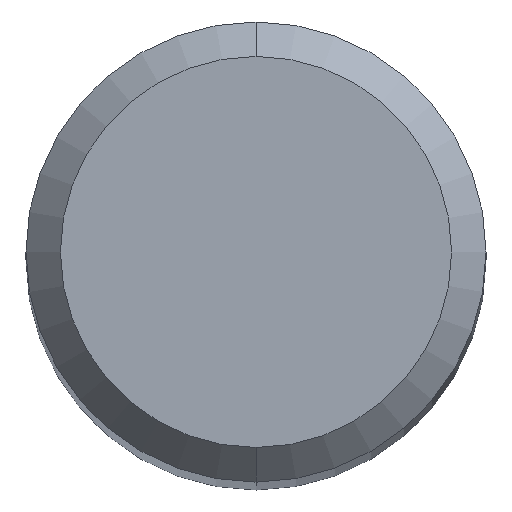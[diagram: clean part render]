
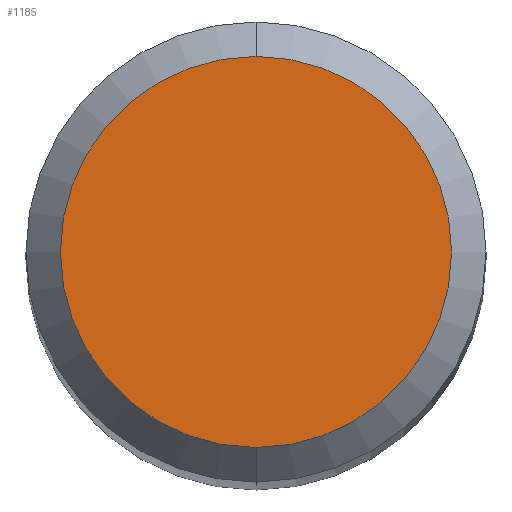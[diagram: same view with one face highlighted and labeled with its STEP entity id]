
A CAD part, top view. The second image highlights one B-rep face of the part: STEP entity #1185.
In plain terms, the highlighted planar face has unit normal (0, 0, 1).
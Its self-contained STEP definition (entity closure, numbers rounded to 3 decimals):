
#533=EDGE_CURVE('',#721,#579,#1368,.T.);
#579=VERTEX_POINT('',#1418);
#721=VERTEX_POINT('',#1570);
#993=EDGE_CURVE('',#579,#721,#1867,.T.);
#1185=ADVANCED_FACE('',(#2076),#2077,.T.);
#1368=CIRCLE('',#2730,1.7);
#1418=CARTESIAN_POINT('',(0.,-1.7,0.0));
#1570=CARTESIAN_POINT('',(0.0,1.7,0.0));
#1867=CIRCLE('',#4577,1.7);
#2076=FACE_OUTER_BOUND('',#5375,.T.);
#2077=PLANE('',#5376);
#2730=AXIS2_PLACEMENT_3D('',#5863,#5864,#5865);
#4577=AXIS2_PLACEMENT_3D('',#6373,#6374,#6375);
#5375=EDGE_LOOP('',(#6618,#6619));
#5376=AXIS2_PLACEMENT_3D('',#6620,#6621,#6622);
#5863=CARTESIAN_POINT('',(0.0,0.0,0.0));
#5864=DIRECTION('',(0.0,0.0,-1.0));
#5865=DIRECTION('',(0.0,1.0,0.0));
#6373=CARTESIAN_POINT('',(0.0,0.0,0.0));
#6374=DIRECTION('',(0.0,0.0,-1.0));
#6375=DIRECTION('',(0.0,1.0,0.0));
#6618=ORIENTED_EDGE('',*,*,#533,.F.);
#6619=ORIENTED_EDGE('',*,*,#993,.F.);
#6620=CARTESIAN_POINT('',(0.0,0.85,0.0));
#6621=DIRECTION('',(-0.0,0.0,1.0));
#6622=DIRECTION('',(0.0,-1.0,0.0));
